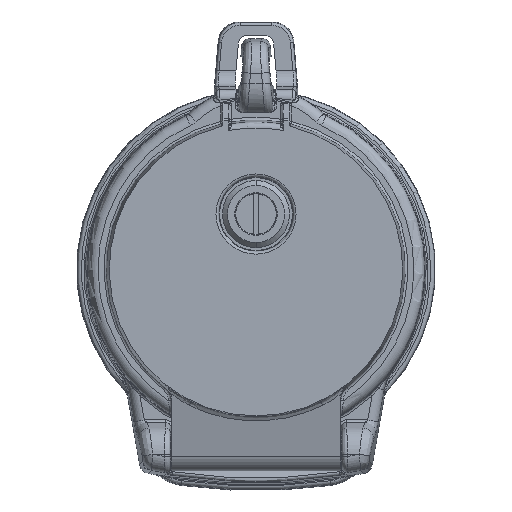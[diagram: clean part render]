
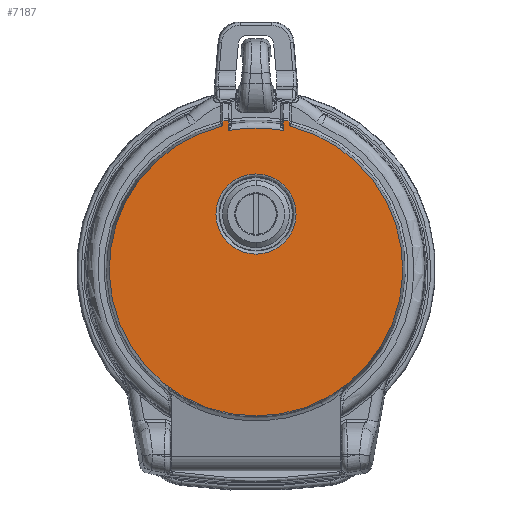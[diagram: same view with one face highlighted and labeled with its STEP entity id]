
A CAD part, top view. The second image highlights one B-rep face of the part: STEP entity #7187.
In plain terms, the highlighted planar face has unit normal (0, 0, 1).
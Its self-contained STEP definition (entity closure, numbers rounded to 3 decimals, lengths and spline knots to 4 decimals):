
#7187=ADVANCED_FACE('',(#11684,#11685),#8923,.T.);
#8923=PLANE('',#55459);
#10509=B_SPLINE_CURVE_WITH_KNOTS('',3,(#106572,#106573,#106574,#106575,
#106576,#106577,#106578,#106579,#106580,#106581,#106582,#106583,#106584),
 .UNSPECIFIED.,.F.,.F.,(4,3,3,3,4),(0.,0.0051,0.5111,
0.7546,1.),.UNSPECIFIED.);
#10510=B_SPLINE_CURVE_WITH_KNOTS('',3,(#106589,#106590,#106591,#106592,
#106593,#106594,#106595,#106596,#106597,#106598,#106599,#106600,#106601),
 .UNSPECIFIED.,.F.,.F.,(4,3,3,3,4),(0.,0.2454,0.4889,
0.9949,1.),.UNSPECIFIED.);
#11249=CIRCLE('',#55456,1.725);
#11250=CIRCLE('',#55457,1.6609);
#11251=CIRCLE('',#55458,0.471);
#11684=FACE_BOUND('',#14005,.T.);
#11685=FACE_BOUND('',#14006,.T.);
#14005=EDGE_LOOP('',(#27368,#27369,#27370,#27371,#27372,#27373,#27374,#27375,
#27376,#27377));
#14006=EDGE_LOOP('',(#27378));
#27368=ORIENTED_EDGE('',*,*,#41311,.T.);
#27369=ORIENTED_EDGE('',*,*,#41312,.F.);
#27370=ORIENTED_EDGE('',*,*,#41313,.T.);
#27371=ORIENTED_EDGE('',*,*,#41314,.T.);
#27372=ORIENTED_EDGE('',*,*,#41315,.T.);
#27373=ORIENTED_EDGE('',*,*,#41316,.T.);
#27374=ORIENTED_EDGE('',*,*,#41317,.T.);
#27375=ORIENTED_EDGE('',*,*,#41318,.T.);
#27376=ORIENTED_EDGE('',*,*,#41319,.T.);
#27377=ORIENTED_EDGE('',*,*,#41320,.T.);
#27378=ORIENTED_EDGE('',*,*,#41321,.T.);
#34153=VERTEX_POINT('',#106585);
#34154=VERTEX_POINT('',#106586);
#34155=VERTEX_POINT('',#106588);
#34156=VERTEX_POINT('',#106602);
#34157=VERTEX_POINT('',#106604);
#34158=VERTEX_POINT('',#106606);
#34159=VERTEX_POINT('',#106608);
#34160=VERTEX_POINT('',#106610);
#34161=VERTEX_POINT('',#106612);
#34162=VERTEX_POINT('',#106614);
#34163=VERTEX_POINT('',#106617);
#41311=EDGE_CURVE('',#34153,#34154,#10509,.T.);
#41312=EDGE_CURVE('',#34155,#34154,#11249,.T.);
#41313=EDGE_CURVE('',#34155,#34156,#10510,.T.);
#41314=EDGE_CURVE('',#34156,#34157,#46741,.T.);
#41315=EDGE_CURVE('',#34157,#34158,#46742,.T.);
#41316=EDGE_CURVE('',#34158,#34159,#46743,.T.);
#41317=EDGE_CURVE('',#34159,#34160,#11250,.T.);
#41318=EDGE_CURVE('',#34160,#34161,#46744,.T.);
#41319=EDGE_CURVE('',#34161,#34162,#46745,.T.);
#41320=EDGE_CURVE('',#34162,#34153,#46746,.T.);
#41321=EDGE_CURVE('',#34163,#34163,#11251,.T.);
#46741=LINE('',#106603,#51440);
#46742=LINE('',#106605,#51441);
#46743=LINE('',#106607,#51442);
#46744=LINE('',#106611,#51443);
#46745=LINE('',#106613,#51444);
#46746=LINE('',#106615,#51445);
#51440=VECTOR('',#67434,1.);
#51441=VECTOR('',#67435,1.);
#51442=VECTOR('',#67436,1.);
#51443=VECTOR('',#67439,1.);
#51444=VECTOR('',#67440,1.);
#51445=VECTOR('',#67441,1.);
#55456=AXIS2_PLACEMENT_3D('',#106587,#67432,#67433);
#55457=AXIS2_PLACEMENT_3D('',#106609,#67437,#67438);
#55458=AXIS2_PLACEMENT_3D('',#106616,#67442,#67443);
#55459=AXIS2_PLACEMENT_3D('',#106618,#67444,#67445);
#67432=DIRECTION('',(0.,0.,-1.));
#67433=DIRECTION('',(1.,0.,0.));
#67434=DIRECTION('',(0.,1.,0.));
#67435=DIRECTION('',(-1.,0.,0.));
#67436=DIRECTION('',(0.,-1.,0.));
#67437=DIRECTION('',(0.,0.,1.));
#67438=DIRECTION('',(1.,0.,0.));
#67439=DIRECTION('',(0.,1.,0.));
#67440=DIRECTION('',(-1.,0.,0.));
#67441=DIRECTION('',(0.,-1.,0.));
#67442=DIRECTION('',(0.,0.,-1.));
#67443=DIRECTION('',(1.,0.,0.));
#67444=DIRECTION('',(0.,0.,1.));
#67445=DIRECTION('',(1.,0.,0.));
#106572=CARTESIAN_POINT('',(-0.3887,1.6994,0.582));
#106573=CARTESIAN_POINT('',(-0.3888,1.6994,0.582));
#106574=CARTESIAN_POINT('',(-0.3888,1.6993,0.582));
#106575=CARTESIAN_POINT('',(-0.3888,1.6993,0.582));
#106576=CARTESIAN_POINT('',(-0.3912,1.694,0.582));
#106577=CARTESIAN_POINT('',(-0.3938,1.6886,0.582));
#106578=CARTESIAN_POINT('',(-0.3976,1.6842,0.582));
#106579=CARTESIAN_POINT('',(-0.3994,1.6821,0.582));
#106580=CARTESIAN_POINT('',(-0.4015,1.6802,0.582));
#106581=CARTESIAN_POINT('',(-0.4038,1.6786,0.582));
#106582=CARTESIAN_POINT('',(-0.4062,1.677,0.582));
#106583=CARTESIAN_POINT('',(-0.4088,1.6759,0.582));
#106584=CARTESIAN_POINT('',(-0.4116,1.6752,0.582));
#106585=CARTESIAN_POINT('',(-0.3887,1.6994,0.582));
#106586=CARTESIAN_POINT('',(-0.4116,1.6752,0.582));
#106587=CARTESIAN_POINT('',(0.,0.,0.582));
#106588=CARTESIAN_POINT('',(0.4116,1.6752,0.582));
#106589=CARTESIAN_POINT('',(0.4116,1.6752,0.582));
#106590=CARTESIAN_POINT('',(0.4088,1.6759,0.582));
#106591=CARTESIAN_POINT('',(0.4062,1.677,0.582));
#106592=CARTESIAN_POINT('',(0.4038,1.6786,0.582));
#106593=CARTESIAN_POINT('',(0.4015,1.6802,0.582));
#106594=CARTESIAN_POINT('',(0.3994,1.6821,0.582));
#106595=CARTESIAN_POINT('',(0.3976,1.6842,0.582));
#106596=CARTESIAN_POINT('',(0.3938,1.6886,0.582));
#106597=CARTESIAN_POINT('',(0.3912,1.694,0.582));
#106598=CARTESIAN_POINT('',(0.3888,1.6993,0.582));
#106599=CARTESIAN_POINT('',(0.3888,1.6993,0.582));
#106600=CARTESIAN_POINT('',(0.3888,1.6994,0.582));
#106601=CARTESIAN_POINT('',(0.3887,1.6994,0.582));
#106602=CARTESIAN_POINT('',(0.3887,1.6994,0.582));
#106603=CARTESIAN_POINT('',(0.3887,1.7432,0.582));
#106604=CARTESIAN_POINT('',(0.3887,1.7432,0.582));
#106605=CARTESIAN_POINT('',(0.,1.7432,0.582));
#106606=CARTESIAN_POINT('',(0.3187,1.7432,0.582));
#106607=CARTESIAN_POINT('',(0.3187,0.,0.582));
#106608=CARTESIAN_POINT('',(0.3187,1.63,0.582));
#106609=CARTESIAN_POINT('',(0.,0.,0.582));
#106610=CARTESIAN_POINT('',(-0.3187,1.63,0.582));
#106611=CARTESIAN_POINT('',(-0.3187,0.,0.582));
#106612=CARTESIAN_POINT('',(-0.3187,1.7432,0.582));
#106613=CARTESIAN_POINT('',(0.,1.7432,0.582));
#106614=CARTESIAN_POINT('',(-0.3887,1.7432,0.582));
#106615=CARTESIAN_POINT('',(-0.3887,1.6123,0.582));
#106616=CARTESIAN_POINT('',(0.,0.6475,0.582));
#106617=CARTESIAN_POINT('',(0.471,0.6475,0.582));
#106618=CARTESIAN_POINT('',(0.,0.,0.582));
